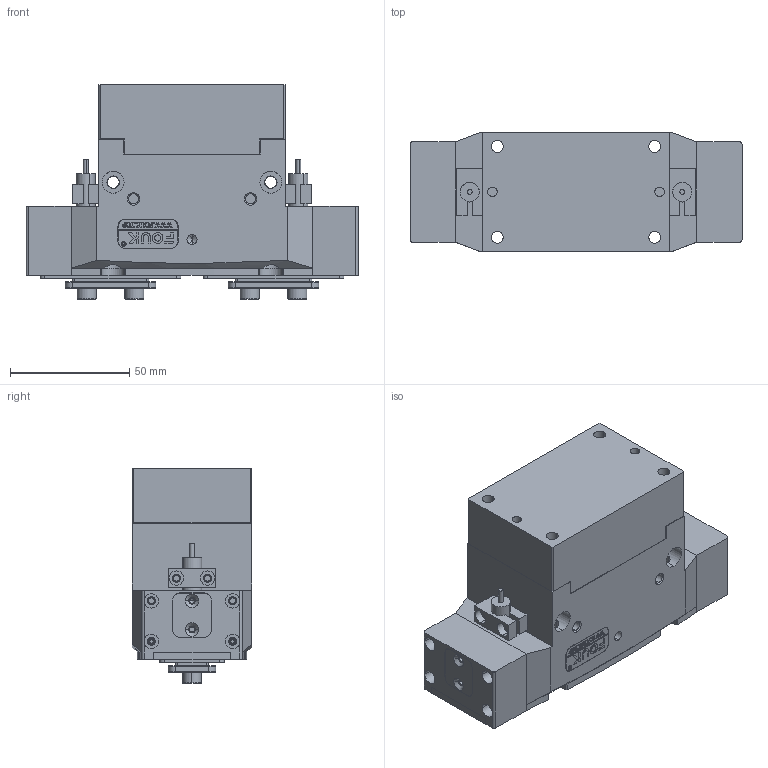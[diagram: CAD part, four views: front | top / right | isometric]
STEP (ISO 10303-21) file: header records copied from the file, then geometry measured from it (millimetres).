
FILE_DESCRIPTION (( 'STEP AP203' ), '1' );
FILE_NAME ('TR46-101-P-NO.STEP', '2024-11-19T02:26:40', ( 'USER-' ), ( 'Microsoft' ), 'SwSTEP 2.0', 'SolidWorks 2018', '' );
FILE_SCHEMA (( 'CONFIG_CONTROL_DESIGN' ));
Length unit declared in the file: millimetre
Products named in the file (25): TR46-101-P杅耀.sldasm-Part-2; 埴翐芛_GB_FASTENER_SCREWS_HSHCS M2X8-N; TR46-101-P杅耀.sldasm-Part-17; TR46-101-P杅耀.sldasm-Part-9; TR46-101-P杅耀.sldasm-Part-14; 揤輸杅耀.sldasm-Part-9; TR46-101-P杅耀.sldasm-Part-6; TR46-101-P杅耀.sldasm-Part-4; TR46-101-P杅耀; TR46-101-P杅耀.sldasm-Part-13; TR46-101-P杅耀.sldasm-Part-5; TR46-101-NC杅耀.sldasm-Part-18; TR46-101-P杅耀.sldasm-Part-22; TR46-101-P杅耀.sldasm-Part-8; 25x12-R3; 揤輸蚾饜极; TR46-101-P杅耀.sldasm-Part-11; TR46-101-P-NO; TR46-101-P杅耀.sldasm-Part-15; TR46-101-P杅耀.sldasm-Part-18; TR46-101-P杅耀.sldasm-Part-7; TR46-101-P杅耀.sldasm-Part-20; TR46-101-P杅耀.sldasm-Part-3; TR46-101赻坶杅; TR46-101-P杅耀.sldasm-Part-28
Assembly tree (28 placements, depth 4):
  TR46-101-P-NO
    TR46-101-P杅耀
      TR46-101-P杅耀.sldasm-Part-2
      TR46-101-P杅耀.sldasm-Part-3
      TR46-101-P杅耀.sldasm-Part-4
      TR46-101-P杅耀.sldasm-Part-5
      TR46-101-P杅耀.sldasm-Part-6
      TR46-101-P杅耀.sldasm-Part-7
      TR46-101-P杅耀.sldasm-Part-8
      TR46-101-P杅耀.sldasm-Part-9
      TR46-101-P杅耀.sldasm-Part-11  x2
      TR46-101-P杅耀.sldasm-Part-13
      TR46-101-P杅耀.sldasm-Part-14
      TR46-101-P杅耀.sldasm-Part-15
      TR46-101-P杅耀.sldasm-Part-17
      TR46-101-P杅耀.sldasm-Part-18
      TR46-101-P杅耀.sldasm-Part-20
      TR46-101-P杅耀.sldasm-Part-22
      TR46-101-P杅耀.sldasm-Part-28  x2
      TR46-101-NC杅耀.sldasm-Part-18
      25x12-R3
      揤輸蚾饜极  x2
        揤輸杅耀.sldasm-Part-9
        埴翐芛_GB_FASTENER_SCREWS_HSHCS M2X8-N
    TR46-101赻坶杅
Bounding box: 139 x 50 x 89.8 mm (x, y, z)
Volume: 361968.2 mm3; surface area: 108621.9 mm2
Topology: 28 solids, 31 shells, 1619 faces, 4169 edges, 2667 vertices
Faces by surface type: plane 736, cylinder 493, cone 227, bspline 155, torus 8
Entity records: 50348 total; most frequent: CARTESIAN_POINT 14376, ORIENTED_EDGE 7036, DIRECTION 6615, EDGE_CURVE 3518, VERTEX_POINT 2267, AXIS2_PLACEMENT_3D 2246, VECTOR 2123, LINE 2123
